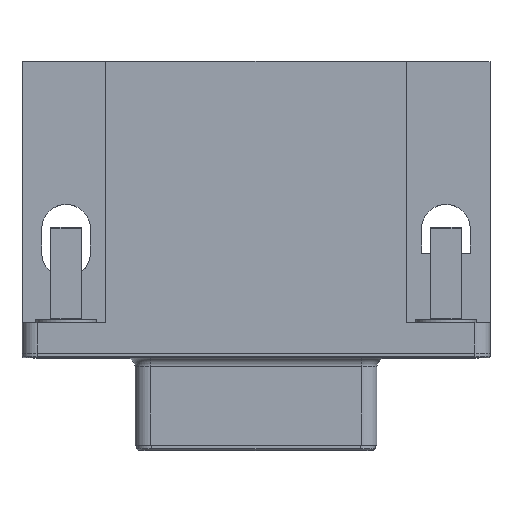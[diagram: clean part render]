
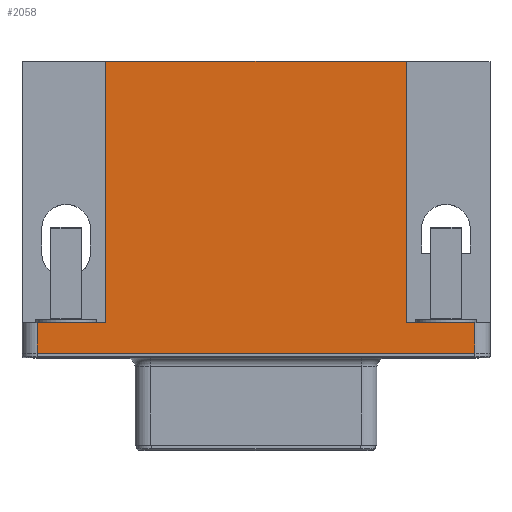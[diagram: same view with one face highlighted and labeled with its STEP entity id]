
A CAD part, top view. The second image highlights one B-rep face of the part: STEP entity #2058.
In plain terms, the highlighted planar face has unit normal (0, 0, 1).
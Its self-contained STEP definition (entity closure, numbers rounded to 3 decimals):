
#1381 = VERTEX_POINT('',#1382);
#1382 = CARTESIAN_POINT('',(8.86,-17.4,12.5));
#1429 = VERTEX_POINT('',#1430);
#1430 = CARTESIAN_POINT('',(-19.94,-17.4,12.5));
#1436 = EDGE_CURVE('',#1381,#1429,#1437,.T.);
#1437 = LINE('',#1438,#1439);
#1438 = CARTESIAN_POINT('',(9.86,-17.4,12.5));
#1439 = VECTOR('',#1440,1.);
#1440 = DIRECTION('',(-1.,0.,0.));
#1834 = EDGE_CURVE('',#1381,#1835,#1837,.T.);
#1835 = VERTEX_POINT('',#1836);
#1836 = CARTESIAN_POINT('',(8.86,-15.4,12.5));
#1837 = LINE('',#1838,#1839);
#1838 = CARTESIAN_POINT('',(8.86,-17.4,12.5));
#1839 = VECTOR('',#1840,1.);
#1840 = DIRECTION('',(0.,1.,0.));
#2058 = ADVANCED_FACE('',(#2059),#2109,.T.);
#2059 = FACE_BOUND('',#2060,.T.);
#2060 = EDGE_LOOP('',(#2061,#2062,#2063,#2071,#2079,#2087,#2095,#2103));
#2061 = ORIENTED_EDGE('',*,*,#1436,.F.);
#2062 = ORIENTED_EDGE('',*,*,#1834,.T.);
#2063 = ORIENTED_EDGE('',*,*,#2064,.F.);
#2064 = EDGE_CURVE('',#2065,#1835,#2067,.T.);
#2065 = VERTEX_POINT('',#2066);
#2066 = CARTESIAN_POINT('',(4.36,-15.4,12.5));
#2067 = LINE('',#2068,#2069);
#2068 = CARTESIAN_POINT('',(8.86,-15.4,12.5));
#2069 = VECTOR('',#2070,1.);
#2070 = DIRECTION('',(1.,0.,0.));
#2071 = ORIENTED_EDGE('',*,*,#2072,.F.);
#2072 = EDGE_CURVE('',#2073,#2065,#2075,.T.);
#2073 = VERTEX_POINT('',#2074);
#2074 = CARTESIAN_POINT('',(4.36,1.8,12.5));
#2075 = LINE('',#2076,#2077);
#2076 = CARTESIAN_POINT('',(4.36,-16.4,12.5));
#2077 = VECTOR('',#2078,1.);
#2078 = DIRECTION('',(0.,-1.,0.));
#2079 = ORIENTED_EDGE('',*,*,#2080,.T.);
#2080 = EDGE_CURVE('',#2073,#2081,#2083,.T.);
#2081 = VERTEX_POINT('',#2082);
#2082 = CARTESIAN_POINT('',(-15.44,1.8,12.5));
#2083 = LINE('',#2084,#2085);
#2084 = CARTESIAN_POINT('',(9.86,1.8,12.5));
#2085 = VECTOR('',#2086,1.);
#2086 = DIRECTION('',(-1.,0.,0.));
#2087 = ORIENTED_EDGE('',*,*,#2088,.F.);
#2088 = EDGE_CURVE('',#2089,#2081,#2091,.T.);
#2089 = VERTEX_POINT('',#2090);
#2090 = CARTESIAN_POINT('',(-15.44,-15.4,12.5));
#2091 = LINE('',#2092,#2093);
#2092 = CARTESIAN_POINT('',(-15.44,-16.4,12.5));
#2093 = VECTOR('',#2094,1.);
#2094 = DIRECTION('',(0.,1.,0.));
#2095 = ORIENTED_EDGE('',*,*,#2096,.F.);
#2096 = EDGE_CURVE('',#2097,#2089,#2099,.T.);
#2097 = VERTEX_POINT('',#2098);
#2098 = CARTESIAN_POINT('',(-19.94,-15.4,12.5));
#2099 = LINE('',#2100,#2101);
#2100 = CARTESIAN_POINT('',(-4.54,-15.4,12.5));
#2101 = VECTOR('',#2102,1.);
#2102 = DIRECTION('',(1.,0.,0.));
#2103 = ORIENTED_EDGE('',*,*,#2104,.F.);
#2104 = EDGE_CURVE('',#1429,#2097,#2105,.T.);
#2105 = LINE('',#2106,#2107);
#2106 = CARTESIAN_POINT('',(-19.94,-17.4,12.5));
#2107 = VECTOR('',#2108,1.);
#2108 = DIRECTION('',(0.,1.,0.));
#2109 = PLANE('',#2110);
#2110 = AXIS2_PLACEMENT_3D('',#2111,#2112,#2113);
#2111 = CARTESIAN_POINT('',(9.86,-17.4,12.5));
#2112 = DIRECTION('',(0.,0.,1.));
#2113 = DIRECTION('',(-1.,0.,0.));
